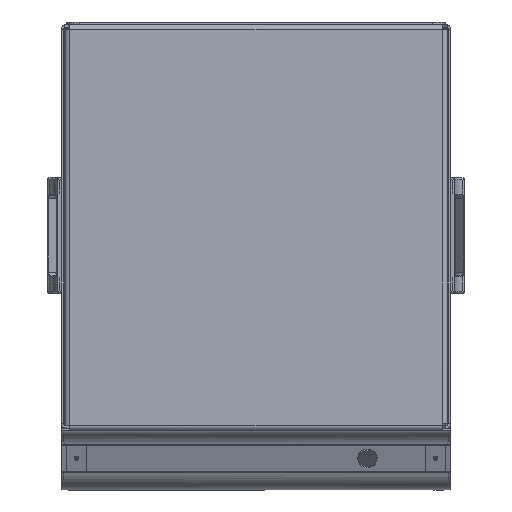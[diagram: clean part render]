
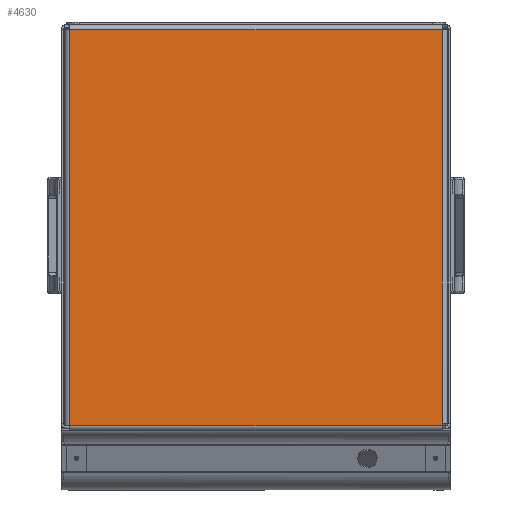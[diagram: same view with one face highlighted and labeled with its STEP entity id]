
A CAD part, front view. The second image highlights one B-rep face of the part: STEP entity #4630.
In plain terms, the highlighted free-form (B-spline) face has degree [1, 1] with [2, 2] control points.
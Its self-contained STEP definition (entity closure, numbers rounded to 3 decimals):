
#4630 = ADVANCED_FACE('',(#4631),#4668,.T.);
#4631 = FACE_BOUND('',#4632,.T.);
#4632 = EDGE_LOOP('',(#4633,#4642,#4649,#4656,#4663));
#4633 = ORIENTED_EDGE('',*,*,#4634,.T.);
#4634 = EDGE_CURVE('',#4635,#4637,#4639,.T.);
#4635 = VERTEX_POINT('',#4636);
#4636 = CARTESIAN_POINT('',(-127.227,-338.05,
    61.055));
#4637 = VERTEX_POINT('',#4638);
#4638 = CARTESIAN_POINT('',(-127.227,-338.05,
    -209.138));
#4639 = B_SPLINE_CURVE_WITH_KNOTS('',1,(#4640,#4641),.UNSPECIFIED.,.F.,
  .F.,(2,2),(-306.131,2.869),.PIECEWISE_BEZIER_KNOTS.);
#4640 = CARTESIAN_POINT('',(-127.227,-338.05,
    61.055));
#4641 = CARTESIAN_POINT('',(-127.227,-338.05,
    -209.138));
#4642 = ORIENTED_EDGE('',*,*,#4643,.T.);
#4643 = EDGE_CURVE('',#4637,#4644,#4646,.T.);
#4644 = VERTEX_POINT('',#4645);
#4645 = CARTESIAN_POINT('',(127.227,-338.05,
    -209.138));
#4646 = B_SPLINE_CURVE_WITH_KNOTS('',1,(#4647,#4648),.UNSPECIFIED.,.F.,
  .F.,(2,2),(-145.5,145.5),.PIECEWISE_BEZIER_KNOTS.);
#4647 = CARTESIAN_POINT('',(-127.227,-338.05,
    -209.138));
#4648 = CARTESIAN_POINT('',(127.227,-338.05,
    -209.138));
#4649 = ORIENTED_EDGE('',*,*,#4650,.T.);
#4650 = EDGE_CURVE('',#4644,#4651,#4653,.T.);
#4651 = VERTEX_POINT('',#4652);
#4652 = CARTESIAN_POINT('',(127.227,-338.05,
    -207.389));
#4653 = B_SPLINE_CURVE_WITH_KNOTS('',1,(#4654,#4655),.UNSPECIFIED.,.F.,
  .F.,(2,2),(-157.369,-155.369),.PIECEWISE_BEZIER_KNOTS.);
#4654 = CARTESIAN_POINT('',(127.227,-338.05,
    -209.138));
#4655 = CARTESIAN_POINT('',(127.227,-338.05,
    -207.389));
#4656 = ORIENTED_EDGE('',*,*,#4657,.T.);
#4657 = EDGE_CURVE('',#4651,#4658,#4660,.T.);
#4658 = VERTEX_POINT('',#4659);
#4659 = CARTESIAN_POINT('',(127.227,-338.05,
    61.055));
#4660 = B_SPLINE_CURVE_WITH_KNOTS('',1,(#4661,#4662),.UNSPECIFIED.,.F.,
  .F.,(2,2),(-155.369,151.631),.PIECEWISE_BEZIER_KNOTS.);
#4661 = CARTESIAN_POINT('',(127.227,-338.05,
    -207.389));
#4662 = CARTESIAN_POINT('',(127.227,-338.05,
    61.055));
#4663 = ORIENTED_EDGE('',*,*,#4664,.T.);
#4664 = EDGE_CURVE('',#4658,#4635,#4665,.T.);
#4665 = B_SPLINE_CURVE_WITH_KNOTS('',1,(#4666,#4667),.UNSPECIFIED.,.F.,
  .F.,(2,2),(-219.25,71.75),.PIECEWISE_BEZIER_KNOTS.);
#4666 = CARTESIAN_POINT('',(127.227,-338.05,
    61.055));
#4667 = CARTESIAN_POINT('',(-127.227,-338.05,
    61.055));
#4668 = B_SPLINE_SURFACE_WITH_KNOTS('',1,1,(
    (#4669,#4670)
    ,(#4671,#4672
  )),.UNSPECIFIED.,.F.,.F.,.F.,(2,2),(2,2),(-145.5,145.5),(
    -303.262,5.738),.PIECEWISE_BEZIER_KNOTS.);
#4669 = CARTESIAN_POINT('',(127.227,-338.05,
    61.055));
#4670 = CARTESIAN_POINT('',(127.227,-338.05,
    -209.138));
#4671 = CARTESIAN_POINT('',(-127.227,-338.05,
    61.055));
#4672 = CARTESIAN_POINT('',(-127.227,-338.05,
    -209.138));
